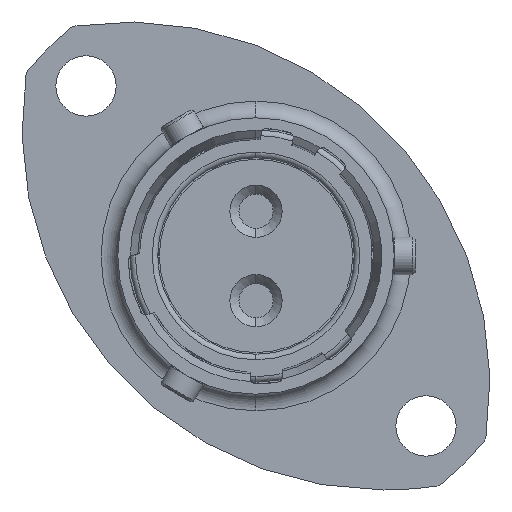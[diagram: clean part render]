
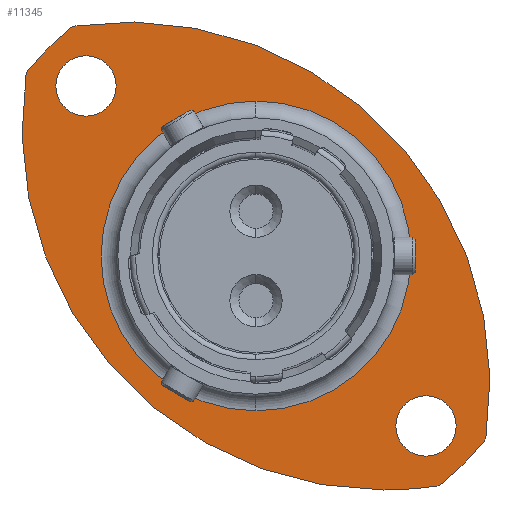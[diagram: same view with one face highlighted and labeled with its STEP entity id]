
A CAD part, left-side view. The second image highlights one B-rep face of the part: STEP entity #11345.
In plain terms, the highlighted planar face has unit normal (-1, 0, 0).
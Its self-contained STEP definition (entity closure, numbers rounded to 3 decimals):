
#35 = CIRCLE ( 'NONE', #11643, 19.5 ) ;
#46 = CARTESIAN_POINT ( 'NONE',  ( 15.98, 9.157, 9.157 ) ) ;
#197 = FACE_BOUND ( 'NONE', #8454, .T. ) ;
#232 = PLANE ( 'NONE',  #9294 ) ;
#373 = CIRCLE ( 'NONE', #11675, 8.345 ) ;
#427 = CARTESIAN_POINT ( 'NONE',  ( 15.98, -12.379, -9.858 ) ) ;
#518 = AXIS2_PLACEMENT_3D ( 'NONE', #2706, #5454, #5411 ) ;
#627 = DIRECTION ( 'NONE',  ( 1., 0., 0. ) ) ;
#850 = CARTESIAN_POINT ( 'NONE',  ( 15.98, -9.157, -7.532 ) ) ;
#871 = CIRCLE ( 'NONE', #9458, 1.625 ) ;
#876 = EDGE_CURVE ( 'NONE', #4319, #2359, #8366, .T. ) ;
#1043 = CARTESIAN_POINT ( 'NONE',  ( 15.98, 0., 0. ) ) ;
#1066 = EDGE_CURVE ( 'NONE', #11564, #3701, #2250, .T. ) ;
#1078 = DIRECTION ( 'NONE',  ( -1., 0., 0. ) ) ;
#1260 = CIRCLE ( 'NONE', #7609, 1.625 ) ;
#1449 = CIRCLE ( 'NONE', #11508, 19.5 ) ;
#1490 = FACE_OUTER_BOUND ( 'NONE', #1639, .T. ) ;
#1639 = EDGE_LOOP ( 'NONE', ( #7180, #2612, #11541, #4113, #6328 ) ) ;
#1649 = CIRCLE ( 'NONE', #9805, 8.345 ) ;
#1825 = VERTEX_POINT ( 'NONE', #9506 ) ;
#1928 = DIRECTION ( 'NONE',  ( -1., 0., 0. ) ) ;
#1936 = CARTESIAN_POINT ( 'NONE',  ( 15.98, -6.894, 6.894 ) ) ;
#1967 = ORIENTED_EDGE ( 'NONE', *, *, #876, .F. ) ;
#2032 = CARTESIAN_POINT ( 'NONE',  ( 15.98, 9.157, 10.782 ) ) ;
#2250 = CIRCLE ( 'NONE', #3315, 19.5 ) ;
#2359 = VERTEX_POINT ( 'NONE', #2860 ) ;
#2442 = CARTESIAN_POINT ( 'NONE',  ( 15.98, 12.379, 9.858 ) ) ;
#2532 = AXIS2_PLACEMENT_3D ( 'NONE', #5512, #3674, #9932 ) ;
#2595 = DIRECTION ( 'NONE',  ( 0., 0., -1. ) ) ;
#2602 = EDGE_CURVE ( 'NONE', #4454, #6382, #1449, .T. ) ;
#2612 = ORIENTED_EDGE ( 'NONE', *, *, #1066, .T. ) ;
#2658 = EDGE_LOOP ( 'NONE', ( #4796, #1967 ) ) ;
#2706 = CARTESIAN_POINT ( 'NONE',  ( 15.98, 0., 0. ) ) ;
#2747 = ORIENTED_EDGE ( 'NONE', *, *, #11045, .T. ) ;
#2853 = CARTESIAN_POINT ( 'NONE',  ( 15.98, 9.858, 12.379 ) ) ;
#2860 = CARTESIAN_POINT ( 'NONE',  ( 15.98, 9.157, 7.532 ) ) ;
#3110 = EDGE_CURVE ( 'NONE', #6382, #8207, #9790, .T. ) ;
#3315 = AXIS2_PLACEMENT_3D ( 'NONE', #1936, #1078, #4767 ) ;
#3340 = CARTESIAN_POINT ( 'NONE',  ( 15.98, -9.858, -12.379 ) ) ;
#3602 = CIRCLE ( 'NONE', #6553, 15.825 ) ;
#3674 = DIRECTION ( 'NONE',  ( -1., 0., 0. ) ) ;
#3701 = VERTEX_POINT ( 'NONE', #3340 ) ;
#3966 = CARTESIAN_POINT ( 'NONE',  ( 15.98, 0., -8.345 ) ) ;
#4102 = CARTESIAN_POINT ( 'NONE',  ( 15.98, 0., 0. ) ) ;
#4113 = ORIENTED_EDGE ( 'NONE', *, *, #2602, .T. ) ;
#4319 = VERTEX_POINT ( 'NONE', #2032 ) ;
#4454 = VERTEX_POINT ( 'NONE', #427 ) ;
#4608 = DIRECTION ( 'NONE',  ( 0., 0., -1. ) ) ;
#4610 = DIRECTION ( 'NONE',  ( 0., 0., -1. ) ) ;
#4767 = DIRECTION ( 'NONE',  ( 0., 0., -1. ) ) ;
#4796 = ORIENTED_EDGE ( 'NONE', *, *, #9761, .F. ) ;
#5058 = DIRECTION ( 'NONE',  ( 1., 0., 0. ) ) ;
#5082 = EDGE_CURVE ( 'NONE', #8207, #11564, #35, .T. ) ;
#5276 = CARTESIAN_POINT ( 'NONE',  ( 15.98, -9.157, -9.157 ) ) ;
#5411 = DIRECTION ( 'NONE',  ( 0., 0., 1. ) ) ;
#5454 = DIRECTION ( 'NONE',  ( -1., 0., 0. ) ) ;
#5476 = VERTEX_POINT ( 'NONE', #7005 ) ;
#5512 = CARTESIAN_POINT ( 'NONE',  ( 15.98, 9.157, 9.157 ) ) ;
#5600 = DIRECTION ( 'NONE',  ( -1., 0., 0. ) ) ;
#5712 = EDGE_CURVE ( 'NONE', #3701, #4454, #3602, .T. ) ;
#5970 = DIRECTION ( 'NONE',  ( 0., 0., -1. ) ) ;
#6083 = CARTESIAN_POINT ( 'NONE',  ( 15.98, 0., 0. ) ) ;
#6328 = ORIENTED_EDGE ( 'NONE', *, *, #3110, .T. ) ;
#6382 = VERTEX_POINT ( 'NONE', #2853 ) ;
#6407 = DIRECTION ( 'NONE',  ( -1., 0., 0. ) ) ;
#6544 = DIRECTION ( 'NONE',  ( 1., 0., 0. ) ) ;
#6553 = AXIS2_PLACEMENT_3D ( 'NONE', #1043, #5600, #11048 ) ;
#6631 = FACE_BOUND ( 'NONE', #2658, .T. ) ;
#6885 = EDGE_CURVE ( 'NONE', #1825, #10431, #1260, .T. ) ;
#7005 = CARTESIAN_POINT ( 'NONE',  ( 15.98, 0., 8.345 ) ) ;
#7123 = CIRCLE ( 'NONE', #7496, 1.625 ) ;
#7180 = ORIENTED_EDGE ( 'NONE', *, *, #5082, .T. ) ;
#7496 = AXIS2_PLACEMENT_3D ( 'NONE', #46, #1928, #4608 ) ;
#7609 = AXIS2_PLACEMENT_3D ( 'NONE', #8120, #9891, #10841 ) ;
#8107 = CARTESIAN_POINT ( 'NONE',  ( 15.98, -6.894, 6.894 ) ) ;
#8120 = CARTESIAN_POINT ( 'NONE',  ( 15.98, -9.157, -9.157 ) ) ;
#8207 = VERTEX_POINT ( 'NONE', #2442 ) ;
#8346 = CARTESIAN_POINT ( 'NONE',  ( 15.98, 7.445, 0. ) ) ;
#8366 = CIRCLE ( 'NONE', #2532, 1.625 ) ;
#8454 = EDGE_LOOP ( 'NONE', ( #2747, #10294 ) ) ;
#8911 = DIRECTION ( 'NONE',  ( -1., 0., 0. ) ) ;
#9022 = VERTEX_POINT ( 'NONE', #3966 ) ;
#9207 = DIRECTION ( 'NONE',  ( 0., 0., -1. ) ) ;
#9294 = AXIS2_PLACEMENT_3D ( 'NONE', #8346, #6544, #9207 ) ;
#9458 = AXIS2_PLACEMENT_3D ( 'NONE', #5276, #8911, #10926 ) ;
#9506 = CARTESIAN_POINT ( 'NONE',  ( 15.98, -9.157, -10.782 ) ) ;
#9534 = ORIENTED_EDGE ( 'NONE', *, *, #6885, .F. ) ;
#9535 = EDGE_CURVE ( 'NONE', #10431, #1825, #871, .T. ) ;
#9557 = FACE_BOUND ( 'NONE', #9652, .T. ) ;
#9652 = EDGE_LOOP ( 'NONE', ( #9534, #11419 ) ) ;
#9761 = EDGE_CURVE ( 'NONE', #2359, #4319, #7123, .T. ) ;
#9790 = CIRCLE ( 'NONE', #518, 15.825 ) ;
#9805 = AXIS2_PLACEMENT_3D ( 'NONE', #4102, #5058, #5970 ) ;
#9891 = DIRECTION ( 'NONE',  ( -1., 0., 0. ) ) ;
#9932 = DIRECTION ( 'NONE',  ( 0., 0., -1. ) ) ;
#10294 = ORIENTED_EDGE ( 'NONE', *, *, #10734, .T. ) ;
#10431 = VERTEX_POINT ( 'NONE', #850 ) ;
#10612 = DIRECTION ( 'NONE',  ( 0., 0., -1. ) ) ;
#10654 = CARTESIAN_POINT ( 'NONE',  ( 15.98, -6.894, -12.606 ) ) ;
#10734 = EDGE_CURVE ( 'NONE', #5476, #9022, #373, .T. ) ;
#10803 = CARTESIAN_POINT ( 'NONE',  ( 15.98, 6.894, -6.894 ) ) ;
#10841 = DIRECTION ( 'NONE',  ( 0., 0., -1. ) ) ;
#10904 = DIRECTION ( 'NONE',  ( -1., 0., 0. ) ) ;
#10926 = DIRECTION ( 'NONE',  ( 0., 0., -1. ) ) ;
#11045 = EDGE_CURVE ( 'NONE', #9022, #5476, #1649, .T. ) ;
#11048 = DIRECTION ( 'NONE',  ( 0., 0., 1. ) ) ;
#11345 = ADVANCED_FACE ( 'NONE', ( #197, #6631, #9557, #1490 ), #232, .F. ) ;
#11419 = ORIENTED_EDGE ( 'NONE', *, *, #9535, .F. ) ;
#11508 = AXIS2_PLACEMENT_3D ( 'NONE', #10803, #6407, #4610 ) ;
#11541 = ORIENTED_EDGE ( 'NONE', *, *, #5712, .T. ) ;
#11564 = VERTEX_POINT ( 'NONE', #10654 ) ;
#11643 = AXIS2_PLACEMENT_3D ( 'NONE', #8107, #10904, #2595 ) ;
#11675 = AXIS2_PLACEMENT_3D ( 'NONE', #6083, #627, #10612 ) ;
